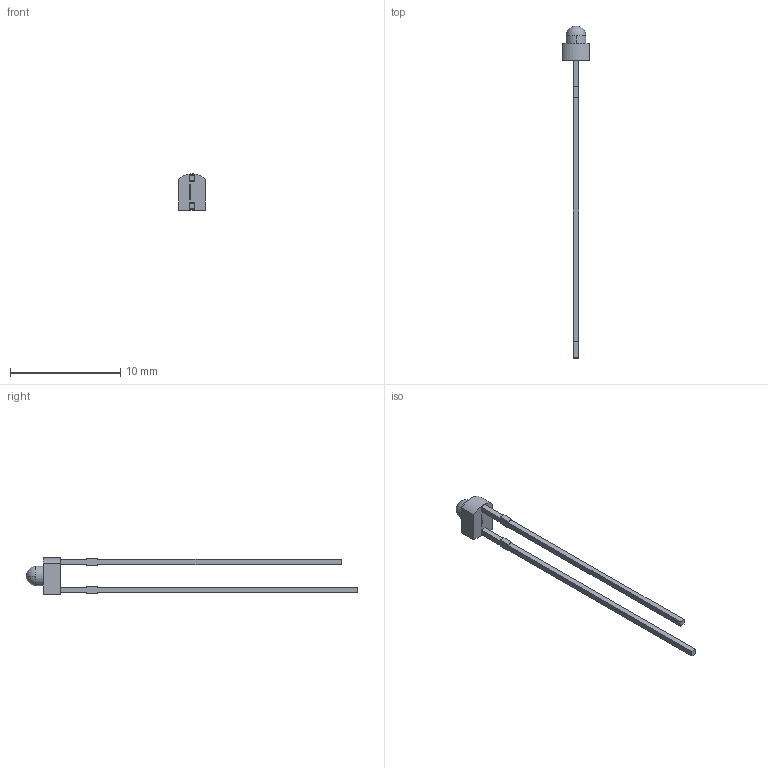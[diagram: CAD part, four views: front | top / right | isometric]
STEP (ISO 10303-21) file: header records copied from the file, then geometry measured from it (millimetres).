
FILE_DESCRIPTION (( 'STEP AP214' ), '1' );
FILE_NAME ('XLxx61.STEP', '2015-08-26T17:48:47', ( '' ), ( '' ), 'SwSTEP 2.0', 'SolidWorks 2012', '' );
FILE_SCHEMA (( 'AUTOMOTIVE_DESIGN' ));
Length unit declared in the file: millimetre
Products named in the file (1): XLxx61
Bounding box: 2.4 x 30.1 x 3.3 mm (x, y, z)
Volume: 28.2 mm3; surface area: 144.1 mm2
Topology: 1 solids, 1 shells, 226 faces, 618 edges, 411 vertices
Faces by surface type: plane 153, bspline 68, cylinder 3, sphere 2
Entity records: 12122 total; most frequent: CARTESIAN_POINT 4466, ORIENTED_EDGE 1232, DIRECTION 808, EDGE_CURVE 616, VECTOR 470, LINE 470, VERTEX_POINT 411, EDGE_LOOP 245
